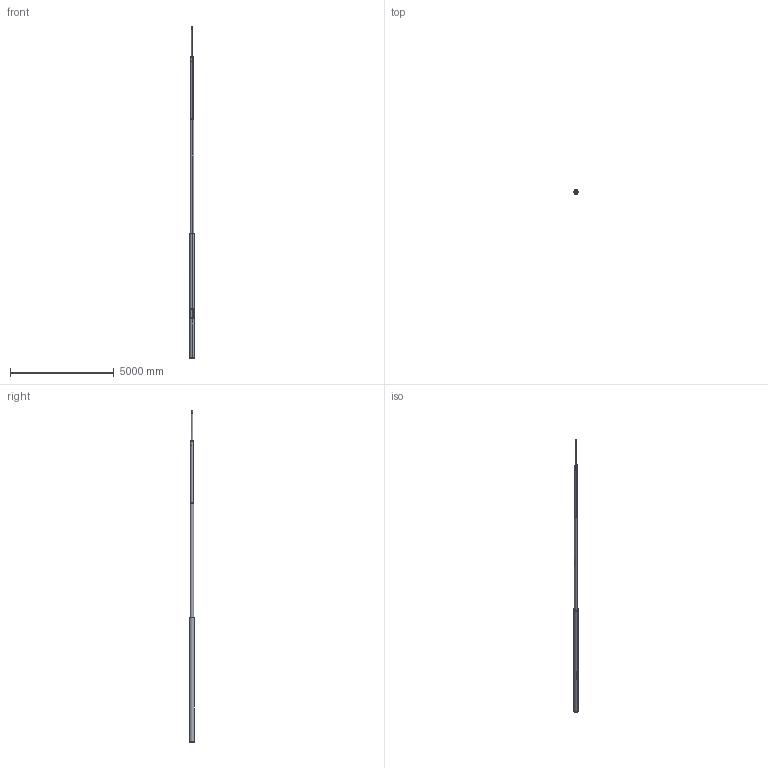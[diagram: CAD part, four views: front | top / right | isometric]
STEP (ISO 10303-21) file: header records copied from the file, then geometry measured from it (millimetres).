
FILE_DESCRIPTION (( 'STEP AP214' ), '1' );
FILE_NAME ('110360KGXS S200C215O 4608109 S-VARTINEN OLAKEPYLVÄS_3D.step', '2022-05-28T14:41:35', ( '' ), ( '' ), 'SwSTEP 2.0', 'SolidWorks 2021', '' );
FILE_SCHEMA (( 'AUTOMOTIVE_DESIGN' ));
Length unit declared in the file: millimetre
Products named in the file (16): LATTA 5X16X460 KYTKENTÄAUKON VAHVIKE_C 1; SOVITERENGAS SORVATTU_D219-D168; 110360KGXS S200C215O 4608109 S-VARTINEN OLAKEPYLVÄS_3D; 219,1X4,5 PYÖREÄPUTKI-TYVI_219,1 TYVIPUTKI TASALATVA-6000; socket set screw cone point_din_DIN 914 - M10 x 40-N; S-OLAKEVARREN AIHIO_S200BO; 114,3X3,6 PY烼E鵬UTKI-LATVA_114,3X3,6 LATVAPUTKI-3000; 168,3X4,0 PYÖREÄPUTKI-VÄLI_219-168-114 VŽLIPUTKI TASATYVI-5500; OLAKEVARREN LATTA_LATTA 3X14X200; KYTKENTÄAUKON LATTARAUTA_LATTA 4X20X150; socket set screw cone point_din_DIN 914 - M10 x 30-N; S-OLAKEVARSI_S200BO; socket head cap screw_din_DIN 912 M6 x 16 --- 16N; SOVITERENGAS OLAKEVARSI_SOVITERENGAS D76-D114; C215O OLAKERUNKO_C215O; YKSI R_KYTKENTÄAUKON LUUKKU_LUUKKU D219,1
Assembly tree (23 placements, depth 3):
  110360KGXS S200C215O 4608109 S-VARTINEN OLAKEPYLVÄS_3D
    S-OLAKEVARSI_S200BO
      S-OLAKEVARREN AIHIO_S200BO
      SOVITERENGAS OLAKEVARSI_SOVITERENGAS D76-D114
      OLAKEVARREN LATTA_LATTA 3X14X200  x3
    C215O OLAKERUNKO_C215O
      219,1X4,5 PYÖREÄPUTKI-TYVI_219,1 TYVIPUTKI TASALATVA-6000
      SOVITERENGAS SORVATTU_D219-D168
      168,3X4,0 PYÖREÄPUTKI-VÄLI_219-168-114 VŽLIPUTKI TASATYVI-5500
      114,3X3,6 PY烼E鵬UTKI-LATVA_114,3X3,6 LATVAPUTKI-3000
      socket set screw cone point_din_DIN 914 - M10 x 40-N
      socket set screw cone point_din_DIN 914 - M10 x 30-N  x2
      YKSI R_KYTKENTÄAUKON LUUKKU_LUUKKU D219,1
      socket head cap screw_din_DIN 912 M6 x 16 --- 16N  x4
      KYTKENTÄAUKON LATTARAUTA_LATTA 4X20X150  x2
      LATTA 5X16X460 KYTKENTÄAUKON VAHVIKE_C 1  x2
Bounding box: 219.1 x 226.6 x 16000 mm (x, y, z)
Volume: 35031992.4 mm3; surface area: 16904216.4 mm2
Topology: 21 solids, 21 shells, 341 faces, 796 edges, 488 vertices
Faces by surface type: plane 159, cylinder 94, cone 64, torus 22, bspline 2
Entity records: 8936 total; most frequent: CARTESIAN_POINT 3046, DIRECTION 1126, ORIENTED_EDGE 1068, EDGE_CURVE 534, AXIS2_PLACEMENT_3D 425, VERTEX_POINT 333, VECTOR 276, LINE 276
